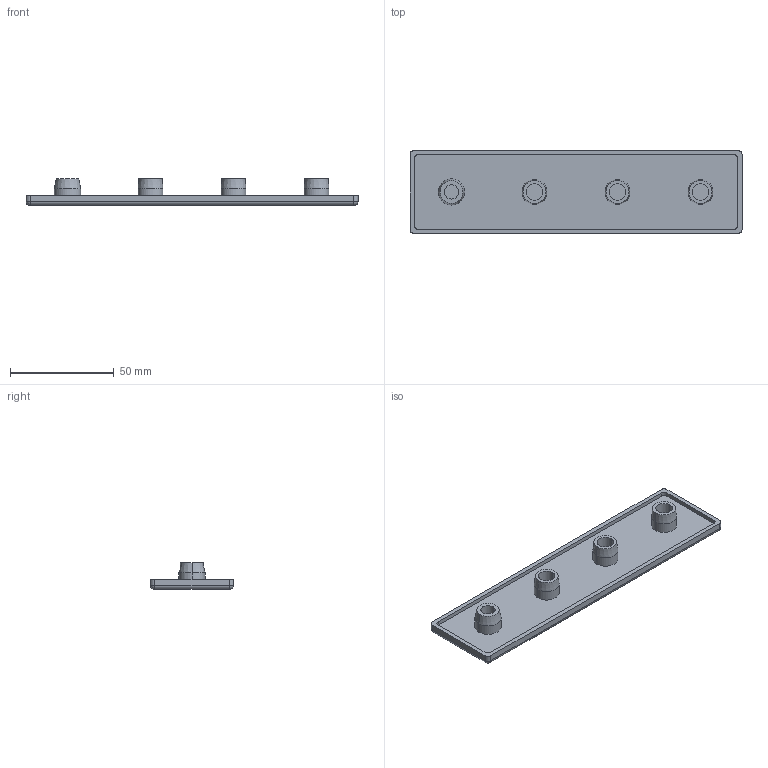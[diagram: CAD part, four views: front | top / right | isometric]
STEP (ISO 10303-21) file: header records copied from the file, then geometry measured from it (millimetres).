
FILE_DESCRIPTION (( 'STEP AP203' ), '1' );
FILE_NAME ('4.11.40.40160.STEP', '2014-06-25T03:08:36', ( 'USER' ), ( 'Microsoft' ), 'SwSTEP 2.0', 'SolidWorks 2012', '' );
FILE_SCHEMA (( 'CONFIG_CONTROL_DESIGN' ));
Length unit declared in the file: millimetre
Products named in the file (1): 4.11.40.40160
Bounding box: 160 x 40 x 13 mm (x, y, z)
Volume: 22979.1 mm3; surface area: 17582.6 mm2
Topology: 1 solids, 1 shells, 61 faces, 132 edges, 78 vertices
Faces by surface type: cylinder 28, plane 19, cone 10, sphere 4
Entity records: 1709 total; most frequent: DIRECTION 318, CARTESIAN_POINT 268, ORIENTED_EDGE 256, AXIS2_PLACEMENT_3D 128, EDGE_CURVE 128, VERTEX_POINT 78, EDGE_LOOP 70, CIRCLE 66
